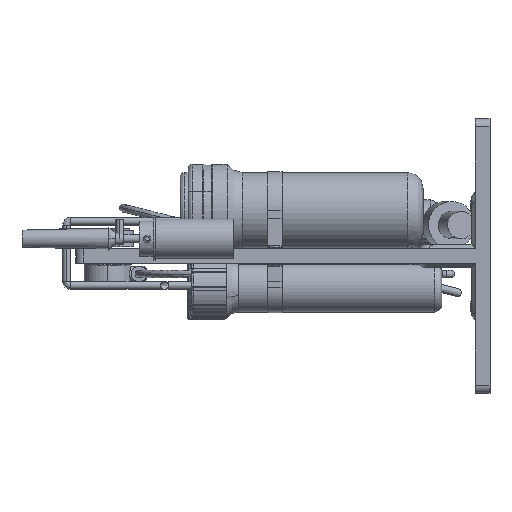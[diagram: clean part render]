
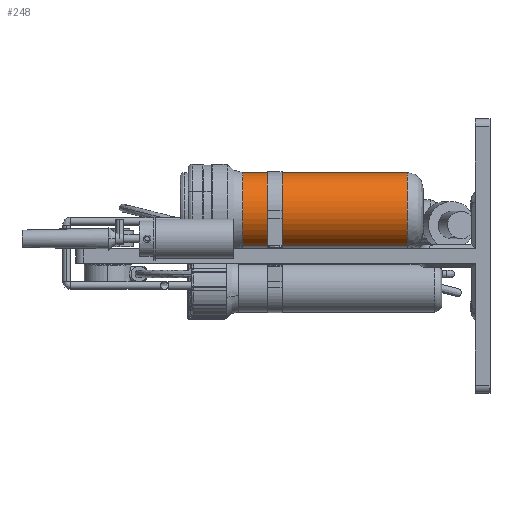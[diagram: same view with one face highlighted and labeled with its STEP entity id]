
A CAD part, left-side view. The second image highlights one B-rep face of the part: STEP entity #248.
In plain terms, the highlighted free-form (B-spline) face has degree [2, 1] with [5, 2] control points.
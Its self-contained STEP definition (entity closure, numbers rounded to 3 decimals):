
#114 = VERTEX_POINT('',#115);
#115 = CARTESIAN_POINT('',(8.168,79.629,98.7
    ));
#130 = VERTEX_POINT('',#131);
#131 = CARTESIAN_POINT('',(41.045,79.629,
    170.923));
#137 = EDGE_CURVE('',#114,#130,#138,.T.);
#138 = ( BOUNDED_CURVE() B_SPLINE_CURVE(2,(#139,#140,#141,#142,#143),
.UNSPECIFIED.,.F.,.F.) B_SPLINE_CURVE_WITH_KNOTS((3,2,3),(3.142,
4.712,6.283),.PIECEWISE_BEZIER_KNOTS.) CURVE() 
GEOMETRIC_REPRESENTATION_ITEM() RATIONAL_B_SPLINE_CURVE((1.,
0.707,1.,0.707,1.)) REPRESENTATION_ITEM('') );
#139 = CARTESIAN_POINT('',(8.168,79.629,98.7
    ));
#140 = CARTESIAN_POINT('',(-27.944,79.629,
    115.139));
#141 = CARTESIAN_POINT('',(-11.505,79.629,
    151.25));
#142 = CARTESIAN_POINT('',(4.933,79.629,
    187.362));
#143 = CARTESIAN_POINT('',(41.045,79.629,
    170.923));
#177 = VERTEX_POINT('',#178);
#178 = CARTESIAN_POINT('',(8.168,-92.168,98.7
    ));
#185 = VERTEX_POINT('',#186);
#186 = CARTESIAN_POINT('',(41.045,-92.168,
    170.923));
#227 = EDGE_CURVE('',#130,#185,#228,.T.);
#228 = B_SPLINE_CURVE_WITH_KNOTS('',1,(#229,#230),.UNSPECIFIED.,.F.,.F.,
  (2,2),(0.,210.),.PIECEWISE_BEZIER_KNOTS.);
#229 = CARTESIAN_POINT('',(41.045,79.629,
    170.923));
#230 = CARTESIAN_POINT('',(41.045,-92.168,
    170.923));
#233 = EDGE_CURVE('',#114,#177,#234,.T.);
#234 = B_SPLINE_CURVE_WITH_KNOTS('',1,(#235,#236),.UNSPECIFIED.,.F.,.F.,
  (2,2),(0.,210.),.PIECEWISE_BEZIER_KNOTS.);
#235 = CARTESIAN_POINT('',(8.168,79.629,98.7
    ));
#236 = CARTESIAN_POINT('',(8.168,-92.168,98.7
    ));
#248 = ADVANCED_FACE('',(#249),#262,.T.);
#249 = FACE_BOUND('',#250,.T.);
#250 = EDGE_LOOP('',(#251,#252,#253,#254));
#251 = ORIENTED_EDGE('',*,*,#227,.F.);
#252 = ORIENTED_EDGE('',*,*,#137,.F.);
#253 = ORIENTED_EDGE('',*,*,#233,.T.);
#254 = ORIENTED_EDGE('',*,*,#255,.T.);
#255 = EDGE_CURVE('',#177,#185,#256,.T.);
#256 = ( BOUNDED_CURVE() B_SPLINE_CURVE(2,(#257,#258,#259,#260,#261),
.UNSPECIFIED.,.F.,.F.) B_SPLINE_CURVE_WITH_KNOTS((3,2,3),(3.142,
4.712,6.283),.PIECEWISE_BEZIER_KNOTS.) CURVE() 
GEOMETRIC_REPRESENTATION_ITEM() RATIONAL_B_SPLINE_CURVE((1.,
0.707,1.,0.707,1.)) REPRESENTATION_ITEM('') );
#257 = CARTESIAN_POINT('',(8.168,-92.168,98.7
    ));
#258 = CARTESIAN_POINT('',(-27.944,-92.168,
    115.139));
#259 = CARTESIAN_POINT('',(-11.505,-92.168,
    151.25));
#260 = CARTESIAN_POINT('',(4.933,-92.168,
    187.362));
#261 = CARTESIAN_POINT('',(41.045,-92.168,
    170.923));
#262 = ( BOUNDED_SURFACE() B_SPLINE_SURFACE(2,1,(
    (#263,#264)
    ,(#265,#266)
    ,(#267,#268)
    ,(#269,#270)
,(#271,#272
    )),.UNSPECIFIED.,.F.,.F.,.F.) B_SPLINE_SURFACE_WITH_KNOTS((3,2,3),(2
    ,2),(3.142,4.712,6.283),(0.,210.),
.PIECEWISE_BEZIER_KNOTS.) GEOMETRIC_REPRESENTATION_ITEM() 
RATIONAL_B_SPLINE_SURFACE((
    (1.,1.)
    ,(0.707,0.707)
    ,(1.,1.)
    ,(0.707,0.707)
,(1.,1.))) REPRESENTATION_ITEM('') SURFACE() );
#263 = CARTESIAN_POINT('',(41.045,79.629,
    170.923));
#264 = CARTESIAN_POINT('',(41.045,-92.168,
    170.923));
#265 = CARTESIAN_POINT('',(4.933,79.629,
    187.362));
#266 = CARTESIAN_POINT('',(4.933,-92.168,
    187.362));
#267 = CARTESIAN_POINT('',(-11.505,79.629,
    151.25));
#268 = CARTESIAN_POINT('',(-11.505,-92.168,
    151.25));
#269 = CARTESIAN_POINT('',(-27.944,79.629,
    115.139));
#270 = CARTESIAN_POINT('',(-27.944,-92.168,
    115.139));
#271 = CARTESIAN_POINT('',(8.168,79.629,98.7
    ));
#272 = CARTESIAN_POINT('',(8.168,-92.168,98.7
    ));
